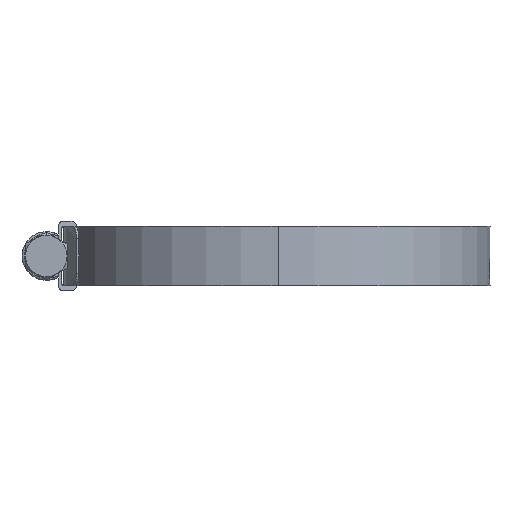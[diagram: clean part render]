
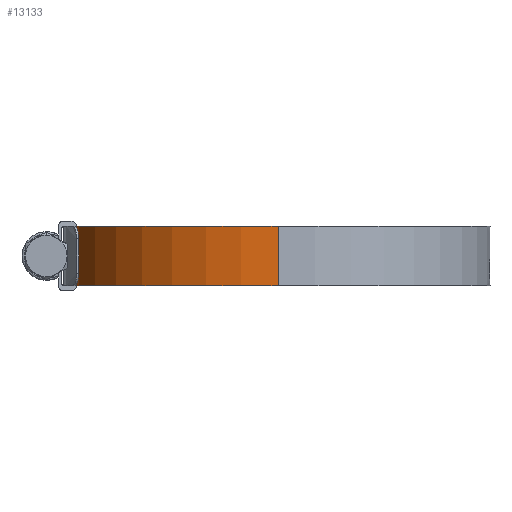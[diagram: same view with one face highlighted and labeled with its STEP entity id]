
A CAD part, left-side view. The second image highlights one B-rep face of the part: STEP entity #13133.
In plain terms, the highlighted cylindrical face has radius 51.03 mm (diameter 102.06 mm), a partial arc.
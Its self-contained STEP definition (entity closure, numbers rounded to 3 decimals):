
#915 = CARTESIAN_POINT ( 'NONE',  ( 0., 0., 7.135 ) ) ;
#1049 = DIRECTION ( 'NONE',  ( 0., 0., -1. ) ) ;
#1064 = CARTESIAN_POINT ( 'NONE',  ( 0., 51.03, 7.135 ) ) ;
#1895 = AXIS2_PLACEMENT_3D ( 'NONE', #12447, #12237, #11165 ) ;
#2028 = VERTEX_POINT ( 'NONE', #6746 ) ;
#2702 = CARTESIAN_POINT ( 'NONE',  ( 0., 0., -7.135 ) ) ;
#2963 = CYLINDRICAL_SURFACE ( 'NONE', #12617, 51.03 ) ;
#3232 = EDGE_CURVE ( 'NONE', #3571, #2028, #6218, .T. ) ;
#3449 = VECTOR ( 'NONE', #7447, 1000. ) ;
#3571 = VERTEX_POINT ( 'NONE', #9644 ) ;
#4056 = LINE ( 'NONE', #6764, #3449 ) ;
#4108 = DIRECTION ( 'NONE',  ( -1., 0., 0. ) ) ;
#4160 = LINE ( 'NONE', #5161, #4382 ) ;
#4382 = VECTOR ( 'NONE', #8687, 1000. ) ;
#4925 = VERTEX_POINT ( 'NONE', #8802 ) ;
#5161 = CARTESIAN_POINT ( 'NONE',  ( -51.03, 0., 7.135 ) ) ;
#5681 = EDGE_CURVE ( 'NONE', #4925, #2028, #4160, .T. ) ;
#5849 = DIRECTION ( 'NONE',  ( 1., 0., 0. ) ) ;
#5919 = EDGE_CURVE ( 'NONE', #12470, #3571, #4056, .T. ) ;
#6218 = CIRCLE ( 'NONE', #8056, 51.03 ) ;
#6690 = CIRCLE ( 'NONE', #1895, 51.03 ) ;
#6746 = CARTESIAN_POINT ( 'NONE',  ( -51.03, 0., -7.135 ) ) ;
#6764 = CARTESIAN_POINT ( 'NONE',  ( 0., 51.03, 7.135 ) ) ;
#7447 = DIRECTION ( 'NONE',  ( 0., 0., -1. ) ) ;
#7565 = FACE_OUTER_BOUND ( 'NONE', #8346, .T. ) ;
#8056 = AXIS2_PLACEMENT_3D ( 'NONE', #2702, #10151, #5849 ) ;
#8059 = ORIENTED_EDGE ( 'NONE', *, *, #5919, .T. ) ;
#8346 = EDGE_LOOP ( 'NONE', ( #14085, #9356, #8059, #13352 ) ) ;
#8687 = DIRECTION ( 'NONE',  ( 0., 0., -1. ) ) ;
#8802 = CARTESIAN_POINT ( 'NONE',  ( -51.03, 0., 7.135 ) ) ;
#9114 = EDGE_CURVE ( 'NONE', #12470, #4925, #6690, .T. ) ;
#9356 = ORIENTED_EDGE ( 'NONE', *, *, #9114, .F. ) ;
#9644 = CARTESIAN_POINT ( 'NONE',  ( 0., 51.03, -7.135 ) ) ;
#10151 = DIRECTION ( 'NONE',  ( 0., 0., 1. ) ) ;
#11165 = DIRECTION ( 'NONE',  ( 1., 0., 0. ) ) ;
#12237 = DIRECTION ( 'NONE',  ( 0., 0., 1. ) ) ;
#12447 = CARTESIAN_POINT ( 'NONE',  ( 0., 0., 7.135 ) ) ;
#12470 = VERTEX_POINT ( 'NONE', #1064 ) ;
#12617 = AXIS2_PLACEMENT_3D ( 'NONE', #915, #1049, #4108 ) ;
#13133 = ADVANCED_FACE ( 'NONE', ( #7565 ), #2963, .T. ) ;
#13352 = ORIENTED_EDGE ( 'NONE', *, *, #3232, .T. ) ;
#14085 = ORIENTED_EDGE ( 'NONE', *, *, #5681, .F. ) ;
